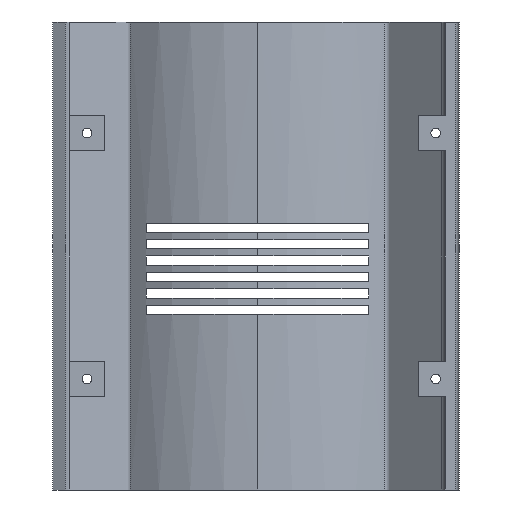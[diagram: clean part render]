
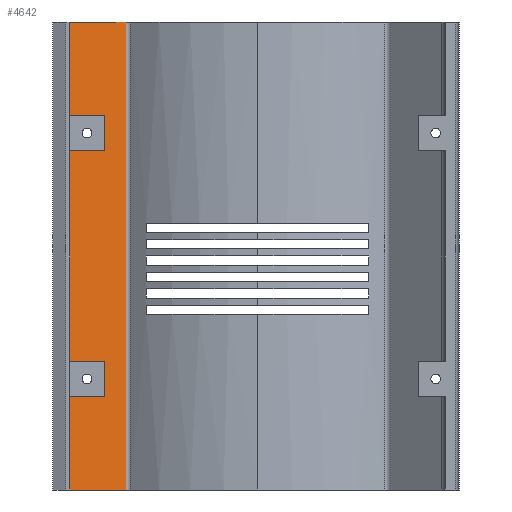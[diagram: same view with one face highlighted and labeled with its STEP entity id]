
A CAD part, left-side view. The second image highlights one B-rep face of the part: STEP entity #4642.
In plain terms, the highlighted planar face has unit normal (-0.806, -0.592, 0).
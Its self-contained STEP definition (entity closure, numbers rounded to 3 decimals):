
#66 = DIRECTION ( 'NONE',  ( 0.592, -0.806, 0. ) ) ;
#91 = LINE ( 'NONE', #2632, #2761 ) ;
#176 = VECTOR ( 'NONE', #3697, 1000. ) ;
#263 = CARTESIAN_POINT ( 'NONE',  ( 105.241, 166.409, 377.116 ) ) ;
#274 = CARTESIAN_POINT ( 'NONE',  ( 147.733, 108.611, 0. ) ) ;
#384 = LINE ( 'NONE', #3241, #3514 ) ;
#433 = VERTEX_POINT ( 'NONE', #2939 ) ;
#488 = ORIENTED_EDGE ( 'NONE', *, *, #3157, .T. ) ;
#576 = FACE_OUTER_BOUND ( 'NONE', #1587, .T. ) ;
#672 = ORIENTED_EDGE ( 'NONE', *, *, #3822, .F. ) ;
#683 = EDGE_CURVE ( 'NONE', #993, #849, #4682, .T. ) ;
#711 = ORIENTED_EDGE ( 'NONE', *, *, #2373, .T. ) ;
#757 = CARTESIAN_POINT ( 'NONE',  ( 147.733, 108.611, 200. ) ) ;
#800 = LINE ( 'NONE', #1917, #1789 ) ;
#849 = VERTEX_POINT ( 'NONE', #1444 ) ;
#878 = VERTEX_POINT ( 'NONE', #1586 ) ;
#918 = LINE ( 'NONE', #263, #4417 ) ;
#987 = EDGE_CURVE ( 'NONE', #1885, #2874, #918, .T. ) ;
#993 = VERTEX_POINT ( 'NONE', #2038 ) ;
#1014 = ORIENTED_EDGE ( 'NONE', *, *, #3823, .T. ) ;
#1021 = CARTESIAN_POINT ( 'NONE',  ( 105.241, 166.409, 160. ) ) ;
#1033 = CARTESIAN_POINT ( 'NONE',  ( 116.202, 151.5, 55. ) ) ;
#1169 = LINE ( 'NONE', #4453, #3754 ) ;
#1204 = CARTESIAN_POINT ( 'NONE',  ( 116.202, 151.5, 160. ) ) ;
#1215 = LINE ( 'NONE', #1958, #2467 ) ;
#1320 = ORIENTED_EDGE ( 'NONE', *, *, #2759, .F. ) ;
#1340 = DIRECTION ( 'NONE',  ( 0., 0., -1. ) ) ;
#1346 = ORIENTED_EDGE ( 'NONE', *, *, #1720, .F. ) ;
#1424 = DIRECTION ( 'NONE',  ( -0.592, 0.806, 0. ) ) ;
#1444 = CARTESIAN_POINT ( 'NONE',  ( 105.241, 166.409, 0. ) ) ;
#1467 = DIRECTION ( 'NONE',  ( 0.592, -0.806, 0. ) ) ;
#1495 = VERTEX_POINT ( 'NONE', #1984 ) ;
#1537 = LINE ( 'NONE', #1564, #1946 ) ;
#1564 = CARTESIAN_POINT ( 'NONE',  ( 116.202, 151.5, 145. ) ) ;
#1586 = CARTESIAN_POINT ( 'NONE',  ( 105.241, 166.409, 55. ) ) ;
#1587 = EDGE_LOOP ( 'NONE', ( #3486, #3633, #488, #2502, #4396, #1014, #1710, #672, #711, #3949, #1320, #1346 ) ) ;
#1616 = DIRECTION ( 'NONE',  ( 0.592, -0.806, 0. ) ) ;
#1710 = ORIENTED_EDGE ( 'NONE', *, *, #2693, .T. ) ;
#1720 = EDGE_CURVE ( 'NONE', #1885, #4068, #3339, .T. ) ;
#1789 = VECTOR ( 'NONE', #3691, 1000. ) ;
#1885 = VERTEX_POINT ( 'NONE', #1956 ) ;
#1917 = CARTESIAN_POINT ( 'NONE',  ( 116.202, 151.5, 160. ) ) ;
#1946 = VECTOR ( 'NONE', #1467, 1000. ) ;
#1956 = CARTESIAN_POINT ( 'NONE',  ( 105.241, 166.409, 200. ) ) ;
#1958 = CARTESIAN_POINT ( 'NONE',  ( 116.202, 151.5, 40. ) ) ;
#1984 = CARTESIAN_POINT ( 'NONE',  ( 116.202, 151.5, 145. ) ) ;
#1988 = DIRECTION ( 'NONE',  ( 0.592, -0.806, 0. ) ) ;
#2038 = CARTESIAN_POINT ( 'NONE',  ( 122.92, 142.362, 0. ) ) ;
#2047 = CARTESIAN_POINT ( 'NONE',  ( 105.241, 166.409, 145. ) ) ;
#2193 = DIRECTION ( 'NONE',  ( 0., 0., -1. ) ) ;
#2259 = EDGE_CURVE ( 'NONE', #2874, #4094, #2349, .T. ) ;
#2291 = PLANE ( 'NONE',  #3684 ) ;
#2332 = VERTEX_POINT ( 'NONE', #2047 ) ;
#2349 = LINE ( 'NONE', #2648, #3739 ) ;
#2373 = EDGE_CURVE ( 'NONE', #3106, #849, #2770, .T. ) ;
#2467 = VECTOR ( 'NONE', #66, 1000. ) ;
#2502 = ORIENTED_EDGE ( 'NONE', *, *, #4055, .F. ) ;
#2565 = EDGE_CURVE ( 'NONE', #2332, #878, #384, .T. ) ;
#2632 = CARTESIAN_POINT ( 'NONE',  ( 122.92, 142.362, 377.116 ) ) ;
#2648 = CARTESIAN_POINT ( 'NONE',  ( 116.202, 151.5, 160. ) ) ;
#2654 = DIRECTION ( 'NONE',  ( 0.592, -0.806, 0. ) ) ;
#2689 = CARTESIAN_POINT ( 'NONE',  ( 147.733, 108.611, 377.116 ) ) ;
#2693 = EDGE_CURVE ( 'NONE', #2843, #433, #4282, .T. ) ;
#2759 = EDGE_CURVE ( 'NONE', #4068, #993, #91, .T. ) ;
#2761 = VECTOR ( 'NONE', #2193, 1000. ) ;
#2770 = LINE ( 'NONE', #3907, #3063 ) ;
#2843 = VERTEX_POINT ( 'NONE', #4498 ) ;
#2874 = VERTEX_POINT ( 'NONE', #1021 ) ;
#2890 = VECTOR ( 'NONE', #1424, 1000. ) ;
#2939 = CARTESIAN_POINT ( 'NONE',  ( 116.202, 151.5, 40. ) ) ;
#3063 = VECTOR ( 'NONE', #4318, 1000. ) ;
#3106 = VERTEX_POINT ( 'NONE', #3264 ) ;
#3157 = EDGE_CURVE ( 'NONE', #4094, #1495, #800, .T. ) ;
#3241 = CARTESIAN_POINT ( 'NONE',  ( 105.241, 166.409, 377.116 ) ) ;
#3264 = CARTESIAN_POINT ( 'NONE',  ( 105.241, 166.409, 40. ) ) ;
#3339 = LINE ( 'NONE', #757, #176 ) ;
#3377 = DIRECTION ( 'NONE',  ( -0.806, -0.592, 0. ) ) ;
#3441 = VECTOR ( 'NONE', #1340, 1000. ) ;
#3486 = ORIENTED_EDGE ( 'NONE', *, *, #987, .T. ) ;
#3514 = VECTOR ( 'NONE', #4018, 1000. ) ;
#3633 = ORIENTED_EDGE ( 'NONE', *, *, #2259, .T. ) ;
#3641 = CARTESIAN_POINT ( 'NONE',  ( 122.92, 142.362, 200. ) ) ;
#3684 = AXIS2_PLACEMENT_3D ( 'NONE', #2689, #3377, #1988 ) ;
#3691 = DIRECTION ( 'NONE',  ( 0., 0., -1. ) ) ;
#3697 = DIRECTION ( 'NONE',  ( 0.592, -0.806, 0. ) ) ;
#3739 = VECTOR ( 'NONE', #1616, 1000. ) ;
#3754 = VECTOR ( 'NONE', #2654, 1000. ) ;
#3822 = EDGE_CURVE ( 'NONE', #3106, #433, #1215, .T. ) ;
#3823 = EDGE_CURVE ( 'NONE', #878, #2843, #1169, .T. ) ;
#3907 = CARTESIAN_POINT ( 'NONE',  ( 105.241, 166.409, 377.116 ) ) ;
#3949 = ORIENTED_EDGE ( 'NONE', *, *, #683, .F. ) ;
#4018 = DIRECTION ( 'NONE',  ( 0., 0., -1. ) ) ;
#4055 = EDGE_CURVE ( 'NONE', #2332, #1495, #1537, .T. ) ;
#4068 = VERTEX_POINT ( 'NONE', #3641 ) ;
#4094 = VERTEX_POINT ( 'NONE', #1204 ) ;
#4239 = DIRECTION ( 'NONE',  ( 0., 0., -1. ) ) ;
#4282 = LINE ( 'NONE', #1033, #3441 ) ;
#4318 = DIRECTION ( 'NONE',  ( 0., 0., -1. ) ) ;
#4396 = ORIENTED_EDGE ( 'NONE', *, *, #2565, .T. ) ;
#4417 = VECTOR ( 'NONE', #4239, 1000. ) ;
#4453 = CARTESIAN_POINT ( 'NONE',  ( 116.202, 151.5, 55. ) ) ;
#4498 = CARTESIAN_POINT ( 'NONE',  ( 116.202, 151.5, 55. ) ) ;
#4642 = ADVANCED_FACE ( 'NONE', ( #576 ), #2291, .T. ) ;
#4682 = LINE ( 'NONE', #274, #2890 ) ;
